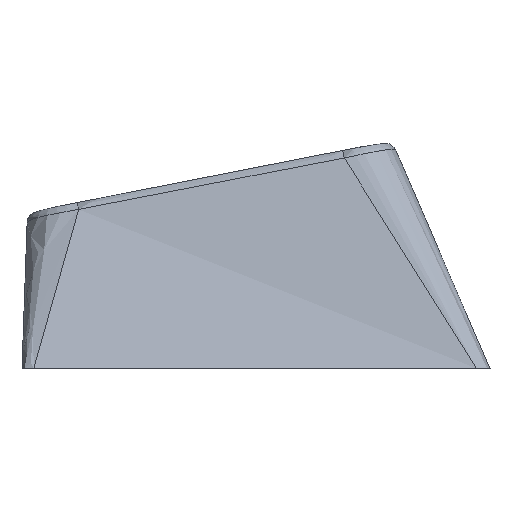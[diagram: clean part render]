
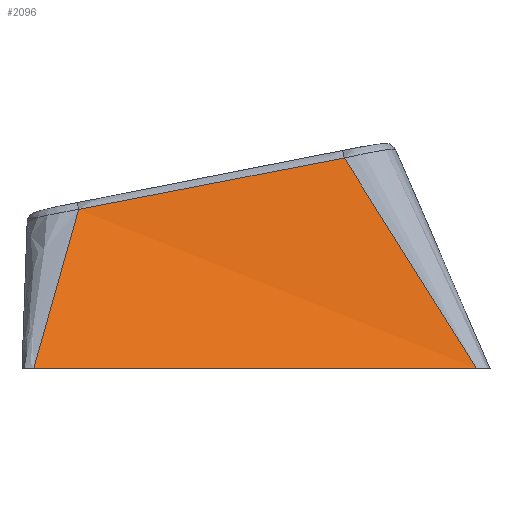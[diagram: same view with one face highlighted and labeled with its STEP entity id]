
A CAD part, left-side view. The second image highlights one B-rep face of the part: STEP entity #2096.
In plain terms, the highlighted free-form (B-spline) face has degree [3, 1] with [4, 2] control points.
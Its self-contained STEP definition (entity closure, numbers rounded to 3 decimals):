
#1893 = EDGE_CURVE('',#1894,#1896,#1898,.T.);
#1894 = VERTEX_POINT('',#1895);
#1895 = CARTESIAN_POINT('',(-25.723,-8.536,0.));
#1896 = VERTEX_POINT('',#1897);
#1897 = CARTESIAN_POINT('',(-25.723,8.593,0.));
#1898 = B_SPLINE_CURVE_WITH_KNOTS('',1,(#1899,#1900),.UNSPECIFIED.,.F.,
  .F.,(2,2),(109.162,127.784),.PIECEWISE_BEZIER_KNOTS.);
#1899 = CARTESIAN_POINT('',(-25.723,-8.536,0.));
#1900 = CARTESIAN_POINT('',(-25.723,8.593,0.));
#2096 = ADVANCED_FACE('',(#2097),#2128,.F.);
#2097 = FACE_BOUND('',#2098,.F.);
#2098 = EDGE_LOOP('',(#2099,#2110,#2117,#2118));
#2099 = ORIENTED_EDGE('',*,*,#2100,.T.);
#2100 = EDGE_CURVE('',#2101,#2103,#2105,.T.);
#2101 = VERTEX_POINT('',#2102);
#2102 = CARTESIAN_POINT('',(-22.833,6.855,6.15));
#2103 = VERTEX_POINT('',#2104);
#2104 = CARTESIAN_POINT('',(-22.803,-3.414,8.14));
#2105 = B_SPLINE_CURVE_WITH_KNOTS('',3,(#2106,#2107,#2108,#2109),
  .UNSPECIFIED.,.F.,.F.,(4,4),(-0.146,10.314),
  .PIECEWISE_BEZIER_KNOTS.);
#2106 = CARTESIAN_POINT('',(-22.833,6.855,6.15));
#2107 = CARTESIAN_POINT('',(-22.821,3.432,6.811));
#2108 = CARTESIAN_POINT('',(-22.811,0.009,7.475
    ));
#2109 = CARTESIAN_POINT('',(-22.803,-3.414,8.14));
#2110 = ORIENTED_EDGE('',*,*,#2111,.F.);
#2111 = EDGE_CURVE('',#1894,#2103,#2112,.T.);
#2112 = B_SPLINE_CURVE_WITH_KNOTS('',3,(#2113,#2114,#2115,#2116),
  .UNSPECIFIED.,.F.,.F.,(4,4),(0.199,10.34),
  .PIECEWISE_BEZIER_KNOTS.);
#2113 = CARTESIAN_POINT('',(-25.723,-8.536,0.));
#2114 = CARTESIAN_POINT('',(-24.783,-6.833,2.713));
#2115 = CARTESIAN_POINT('',(-23.819,-5.126,5.425));
#2116 = CARTESIAN_POINT('',(-22.803,-3.414,8.14));
#2117 = ORIENTED_EDGE('',*,*,#1893,.T.);
#2118 = ORIENTED_EDGE('',*,*,#2119,.F.);
#2119 = EDGE_CURVE('',#2101,#1896,#2120,.T.);
#2120 = B_SPLINE_CURVE_WITH_KNOTS('',3,(#2121,#2122,#2123,#2124,#2125,
    #2126,#2127),.UNSPECIFIED.,.F.,.F.,(4,3,4),(-0.164,6.866
    ,7.115),.UNSPECIFIED.);
#2121 = CARTESIAN_POINT('',(-22.833,6.855,6.15));
#2122 = CARTESIAN_POINT('',(-23.704,7.408,4.176));
#2123 = CARTESIAN_POINT('',(-24.642,7.969,2.192));
#2124 = CARTESIAN_POINT('',(-25.619,8.533,0.21));
#2125 = CARTESIAN_POINT('',(-25.654,8.553,0.14));
#2126 = CARTESIAN_POINT('',(-25.688,8.573,0.07));
#2127 = CARTESIAN_POINT('',(-25.723,8.593,0.));
#2128 = B_SPLINE_SURFACE_WITH_KNOTS('',3,1,(
    (#2129,#2130)
    ,(#2131,#2132)
    ,(#2133,#2134)
    ,(#2135,#2136
    )),.UNSPECIFIED.,.F.,.F.,.F.,(4,4),(2,2),(0.,10.069),(-36.2,
    -16.523),.PIECEWISE_BEZIER_KNOTS.);
#2129 = CARTESIAN_POINT('',(-22.698,-5.246,8.817));
#2130 = CARTESIAN_POINT('',(-22.698,8.835,6.052));
#2131 = CARTESIAN_POINT('',(-23.706,-6.515,5.878));
#2132 = CARTESIAN_POINT('',(-23.706,8.906,4.035));
#2133 = CARTESIAN_POINT('',(-24.714,-7.784,2.939));
#2134 = CARTESIAN_POINT('',(-24.714,8.976,2.017));
#2135 = CARTESIAN_POINT('',(-25.723,-9.053,0.));
#2136 = CARTESIAN_POINT('',(-25.723,9.047,0.));
